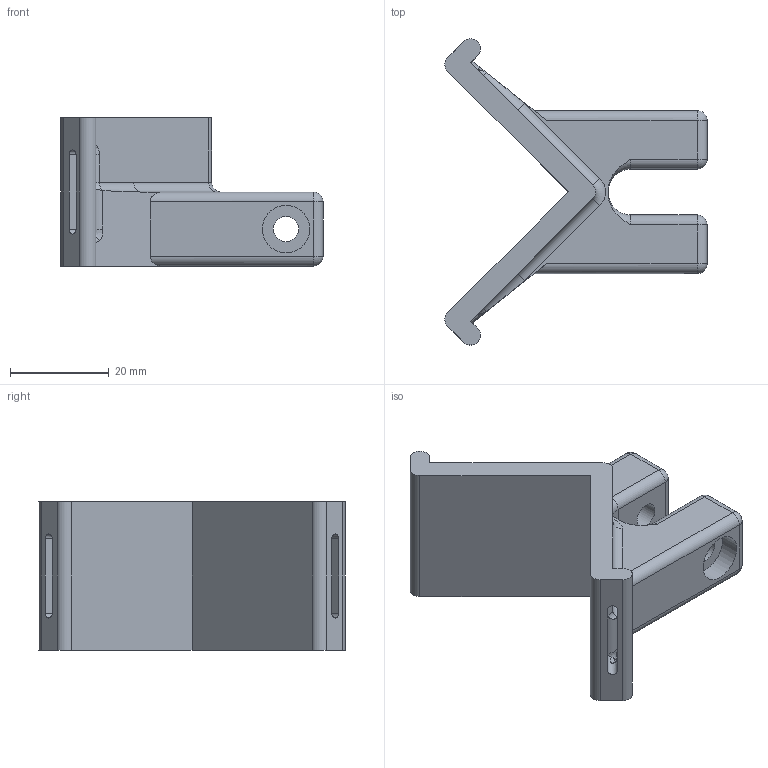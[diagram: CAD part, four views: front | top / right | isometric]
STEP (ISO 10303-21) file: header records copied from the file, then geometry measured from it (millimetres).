
FILE_DESCRIPTION(/* description */ (''),/* implementation_level */ '2;1');
FILE_NAME(/* name */ 'IC4 Mount.step',/* time_stamp */ '2023-06-06T21:31:00-04:00',/* author */ (''),/* organization */ (''),/* preprocessor_version */ 'ST-DEVELOPER v19.2',/* originating_system */ 'Autodesk Translation Framework v12.6.0.85',/* authorisation */ '');
FILE_SCHEMA (('AUTOMOTIVE_DESIGN { 1 0 10303 214 3 1 1 }'));
Length unit declared in the file: millimetre
Products named in the file (1): IC4 Mount
Bounding box: 53.05 x 61.97 x 30 mm (x, y, z)
Volume: 22571.8 mm3; surface area: 9429.2 mm2
Topology: 1 solids, 1 shells, 95 faces, 239 edges, 144 vertices
Faces by surface type: cylinder 40, plane 32, bspline 8, sphere 8, torus 7
Full cylindrical faces by diameter (mm): 5.1 x2, 9.6 x1
Entity records: 3440 total; most frequent: CARTESIAN_POINT 1120, DIRECTION 488, ORIENTED_EDGE 474, EDGE_CURVE 237, AXIS2_PLACEMENT_3D 181, VERTEX_POINT 144, LINE 126, VECTOR 126
